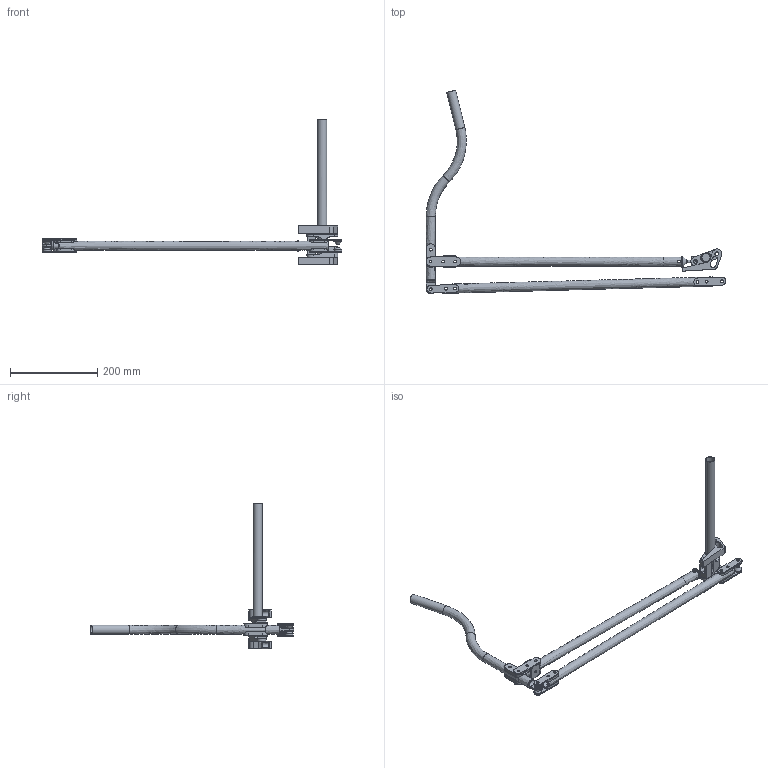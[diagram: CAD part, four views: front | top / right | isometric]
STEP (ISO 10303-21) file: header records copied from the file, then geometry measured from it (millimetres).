
FILE_DESCRIPTION(('FreeCAD Model'),'2;1');
FILE_NAME('Open CASCADE Shape Model','2025-04-26T23:23:33',('FreeCAD'),( 'FreeCAD'),'Open CASCADE STEP processor 7.6','FreeCAD','Unknown');
FILE_SCHEMA(('AUTOMOTIVE_DESIGN { 1 0 10303 214 1 1 1 1 }'));
Length unit declared in the file: millimetre
Products named in the file (1): Open CASCADE STEP translator 7.6 1
Bounding box: 688.62 x 467.92 x 333.61 mm (x, y, z)
Volume: 337464.5 mm3; surface area: 331140.3 mm2
Topology: 30 solids, 30 shells, 336 faces, 883 edges, 605 vertices
Faces by surface type: bspline 336
Entity records: 14282 total; most frequent: CARTESIAN_POINT 8932, ORIENTED_EDGE 1756, EDGE_CURVE 878, VERTEX_POINT 605, B_SPLINE_CURVE_WITH_KNOTS 564, FACE_BOUND 493, EDGE_LOOP 493, ADVANCED_FACE 336
